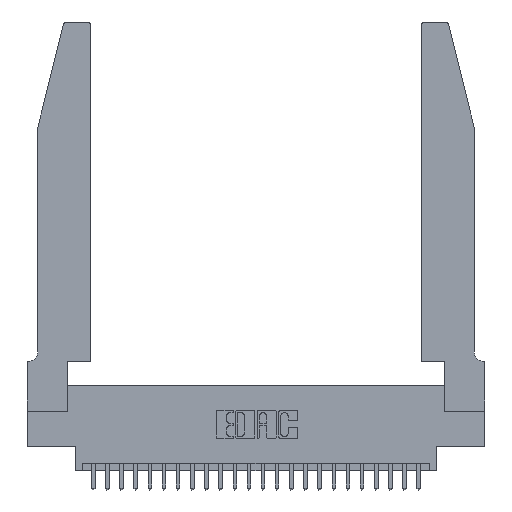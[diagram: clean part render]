
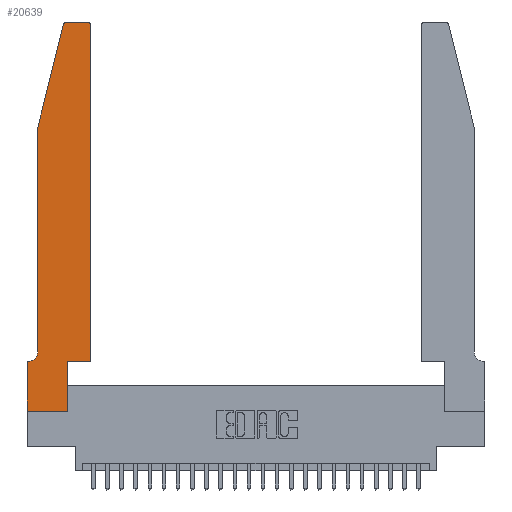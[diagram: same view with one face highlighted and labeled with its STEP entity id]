
A CAD part, top view. The second image highlights one B-rep face of the part: STEP entity #20639.
In plain terms, the highlighted planar face has unit normal (0, 0, 1).
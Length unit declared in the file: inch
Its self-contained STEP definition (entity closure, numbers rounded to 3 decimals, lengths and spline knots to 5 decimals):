
#31 = VERTEX_POINT ( 'NONE', #25907 ) ;
#133 = CIRCLE ( 'NONE', #24578, 0.07 ) ;
#447 = CARTESIAN_POINT ( 'NONE',  ( 0., 0.35, 0.37 ) ) ;
#668 = VECTOR ( 'NONE', #7951, 39.37008 ) ;
#803 = LINE ( 'NONE', #6757, #21075 ) ;
#1704 = VERTEX_POINT ( 'NONE', #10821 ) ;
#2670 = EDGE_CURVE ( 'NONE', #18524, #5996, #16179, .T. ) ;
#2967 = VERTEX_POINT ( 'NONE', #4434 ) ;
#3023 = EDGE_CURVE ( 'NONE', #13374, #2967, #3846, .T. ) ;
#3031 = VERTEX_POINT ( 'NONE', #25866 ) ;
#3205 = LINE ( 'NONE', #8404, #23926 ) ;
#3846 = CIRCLE ( 'NONE', #13838, 0.03 ) ;
#4295 = ORIENTED_EDGE ( 'NONE', *, *, #24870, .T. ) ;
#4434 = CARTESIAN_POINT ( 'NONE',  ( 0.4205, 2.75, 0.37 ) ) ;
#4468 = VECTOR ( 'NONE', #23589, 39.37008 ) ;
#4635 = LINE ( 'NONE', #15632, #20047 ) ;
#4707 = DIRECTION ( 'NONE',  ( 1., 0., 0. ) ) ;
#4910 = VERTEX_POINT ( 'NONE', #15138 ) ;
#4937 = CARTESIAN_POINT ( 'NONE',  ( 0.0055, 0.42, 0.37 ) ) ;
#5007 = ORIENTED_EDGE ( 'NONE', *, *, #25472, .T. ) ;
#5167 = PLANE ( 'NONE',  #14745 ) ;
#5534 = CARTESIAN_POINT ( 'NONE',  ( 0.0755, 0.42, 0.37 ) ) ;
#5814 = DIRECTION ( 'NONE',  ( 0., 0., 1. ) ) ;
#5939 = CARTESIAN_POINT ( 'NONE',  ( 0.0755, 2., 0.37 ) ) ;
#5996 = VERTEX_POINT ( 'NONE', #447 ) ;
#6333 = VERTEX_POINT ( 'NONE', #13922 ) ;
#6757 = CARTESIAN_POINT ( 'NONE',  ( 0.4505, 0.35, 0.37 ) ) ;
#6986 = DIRECTION ( 'NONE',  ( -1., 0., 0. ) ) ;
#7011 = DIRECTION ( 'NONE',  ( 0., 0., 1. ) ) ;
#7168 = ORIENTED_EDGE ( 'NONE', *, *, #8807, .T. ) ;
#7200 = CARTESIAN_POINT ( 'NONE',  ( 0.4505, 2.72, 0.37 ) ) ;
#7206 = DIRECTION ( 'NONE',  ( 0., 0., 1. ) ) ;
#7285 = FACE_OUTER_BOUND ( 'NONE', #7817, .T. ) ;
#7817 = EDGE_LOOP ( 'NONE', ( #10824, #23269, #25693, #12605, #7168, #25204, #26122, #4295, #16344, #23741, #5007, #12409 ) ) ;
#7951 = DIRECTION ( 'NONE',  ( 0., -1., 0. ) ) ;
#8404 = CARTESIAN_POINT ( 'NONE',  ( 0., 0., 0.37 ) ) ;
#8807 = EDGE_CURVE ( 'NONE', #18136, #18524, #133, .T. ) ;
#9612 = CARTESIAN_POINT ( 'NONE',  ( 0.0755, 2., 0.37 ) ) ;
#10499 = DIRECTION ( 'NONE',  ( 0., 1., 0. ) ) ;
#10821 = CARTESIAN_POINT ( 'NONE',  ( 0., 0., 0.37 ) ) ;
#10824 = ORIENTED_EDGE ( 'NONE', *, *, #20285, .T. ) ;
#10937 = LINE ( 'NONE', #5939, #668 ) ;
#11345 = DIRECTION ( 'NONE',  ( -1., 0., 0. ) ) ;
#11488 = VECTOR ( 'NONE', #11345, 39.37008 ) ;
#11816 = LINE ( 'NONE', #20775, #17763 ) ;
#12409 = ORIENTED_EDGE ( 'NONE', *, *, #3023, .T. ) ;
#12605 = ORIENTED_EDGE ( 'NONE', *, *, #23286, .T. ) ;
#13374 = VERTEX_POINT ( 'NONE', #7200 ) ;
#13838 = AXIS2_PLACEMENT_3D ( 'NONE', #23996, #5814, #16530 ) ;
#13922 = CARTESIAN_POINT ( 'NONE',  ( 0.2865, 0.35, 0.37 ) ) ;
#14745 = AXIS2_PLACEMENT_3D ( 'NONE', #25133, #7206, #21229 ) ;
#15138 = CARTESIAN_POINT ( 'NONE',  ( 0.284, 2.75, 0.37 ) ) ;
#15552 = AXIS2_PLACEMENT_3D ( 'NONE', #19028, #7011, #21032 ) ;
#15632 = CARTESIAN_POINT ( 'NONE',  ( 0.2605, 2.75, 0.37 ) ) ;
#16179 = LINE ( 'NONE', #24980, #11488 ) ;
#16232 = VECTOR ( 'NONE', #10499, 39.37008 ) ;
#16344 = ORIENTED_EDGE ( 'NONE', *, *, #24184, .T. ) ;
#16491 = CARTESIAN_POINT ( 'NONE',  ( 0.4505, 0.35, 0.37 ) ) ;
#16530 = DIRECTION ( 'NONE',  ( 1., 0., 0. ) ) ;
#16863 = LINE ( 'NONE', #20470, #16232 ) ;
#17649 = DIRECTION ( 'NONE',  ( -1., 0., 0. ) ) ;
#17759 = CARTESIAN_POINT ( 'NONE',  ( 0.0755, 2., 0.37 ) ) ;
#17763 = VECTOR ( 'NONE', #4707, 39.37008 ) ;
#17778 = VERTEX_POINT ( 'NONE', #17759 ) ;
#18136 = VERTEX_POINT ( 'NONE', #5534 ) ;
#18487 = DIRECTION ( 'NONE',  ( 0., -1., 0. ) ) ;
#18524 = VERTEX_POINT ( 'NONE', #24933 ) ;
#18528 = EDGE_CURVE ( 'NONE', #4910, #31, #21070, .T. ) ;
#19010 = DIRECTION ( 'NONE',  ( 0., 0., -1. ) ) ;
#19028 = CARTESIAN_POINT ( 'NONE',  ( 0.284, 2.72, 0.37 ) ) ;
#19286 = LINE ( 'NONE', #16491, #23310 ) ;
#20047 = VECTOR ( 'NONE', #17649, 39.37008 ) ;
#20285 = EDGE_CURVE ( 'NONE', #2967, #4910, #4635, .T. ) ;
#20470 = CARTESIAN_POINT ( 'NONE',  ( 0.2865, 0.35, 0.37 ) ) ;
#20509 = LINE ( 'NONE', #9612, #4468 ) ;
#20639 = ADVANCED_FACE ( 'NONE', ( #7285 ), #5167, .T. ) ;
#20775 = CARTESIAN_POINT ( 'NONE',  ( 0., 0., 0.37 ) ) ;
#20991 = EDGE_CURVE ( 'NONE', #6333, #23857, #803, .T. ) ;
#21032 = DIRECTION ( 'NONE',  ( 1., 0., 0. ) ) ;
#21070 = CIRCLE ( 'NONE', #15552, 0.03 ) ;
#21075 = VECTOR ( 'NONE', #22748, 39.37008 ) ;
#21229 = DIRECTION ( 'NONE',  ( 1., 0., 0. ) ) ;
#22462 = DIRECTION ( 'NONE',  ( 0., 1., 0. ) ) ;
#22748 = DIRECTION ( 'NONE',  ( 1., 0., 0. ) ) ;
#23269 = ORIENTED_EDGE ( 'NONE', *, *, #18528, .T. ) ;
#23286 = EDGE_CURVE ( 'NONE', #17778, #18136, #10937, .T. ) ;
#23310 = VECTOR ( 'NONE', #22462, 39.37008 ) ;
#23589 = DIRECTION ( 'NONE',  ( -0.239, -0.971, 0. ) ) ;
#23741 = ORIENTED_EDGE ( 'NONE', *, *, #20991, .T. ) ;
#23857 = VERTEX_POINT ( 'NONE', #25438 ) ;
#23926 = VECTOR ( 'NONE', #18487, 39.37008 ) ;
#23996 = CARTESIAN_POINT ( 'NONE',  ( 0.4205, 2.72, 0.37 ) ) ;
#24184 = EDGE_CURVE ( 'NONE', #3031, #6333, #16863, .T. ) ;
#24578 = AXIS2_PLACEMENT_3D ( 'NONE', #4937, #19010, #6986 ) ;
#24870 = EDGE_CURVE ( 'NONE', #1704, #3031, #11816, .T. ) ;
#24933 = CARTESIAN_POINT ( 'NONE',  ( 0.0055, 0.35, 0.37 ) ) ;
#24980 = CARTESIAN_POINT ( 'NONE',  ( 0.0755, 0.35, 0.37 ) ) ;
#25133 = CARTESIAN_POINT ( 'NONE',  ( 0., 0.35, 0.37 ) ) ;
#25204 = ORIENTED_EDGE ( 'NONE', *, *, #2670, .T. ) ;
#25438 = CARTESIAN_POINT ( 'NONE',  ( 0.4505, 0.35, 0.37 ) ) ;
#25462 = EDGE_CURVE ( 'NONE', #5996, #1704, #3205, .T. ) ;
#25472 = EDGE_CURVE ( 'NONE', #23857, #13374, #19286, .T. ) ;
#25693 = ORIENTED_EDGE ( 'NONE', *, *, #25856, .T. ) ;
#25856 = EDGE_CURVE ( 'NONE', #31, #17778, #20509, .T. ) ;
#25866 = CARTESIAN_POINT ( 'NONE',  ( 0.2865, 0., 0.37 ) ) ;
#25907 = CARTESIAN_POINT ( 'NONE',  ( 0.25487, 2.72718, 0.37 ) ) ;
#26122 = ORIENTED_EDGE ( 'NONE', *, *, #25462, .T. ) ;
